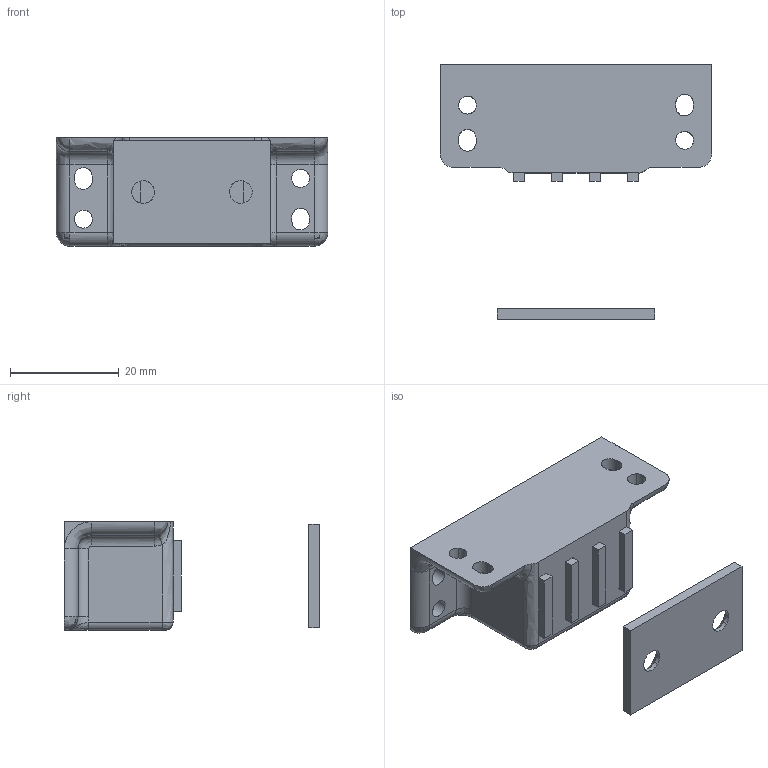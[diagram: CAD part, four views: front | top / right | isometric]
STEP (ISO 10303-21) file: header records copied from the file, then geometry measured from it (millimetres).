
FILE_DESCRIPTION((''),'2;1');
FILE_NAME('','2009-03-18T09:47:45',(''),(''),'','CADfix','');
FILE_SCHEMA(('AUTOMOTIVE_DESIGN { 1 0 10303 214 1 1 1 1 }'));
Length unit declared in the file: millimetre
Bounding box: 50 x 47 x 20 mm (x, y, z)
Volume: 13732.9 mm3; surface area: 10297 mm2
Topology: 6 solids, 6 shells, 143 faces, 415 edges, 286 vertices
Faces by surface type: bspline 143
Entity records: 6368 total; most frequent: CARTESIAN_POINT 3778, ORIENTED_EDGE 826, EDGE_CURVE 413, VERTEX_POINT 286, QUASI_UNIFORM_CURVE 233, B_SPLINE_CURVE_WITH_KNOTS 180, EDGE_LOOP 167, FACE_OUTER_BOUND 143
